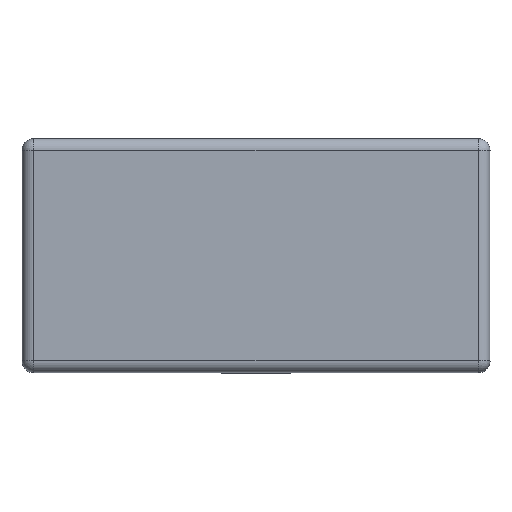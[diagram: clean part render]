
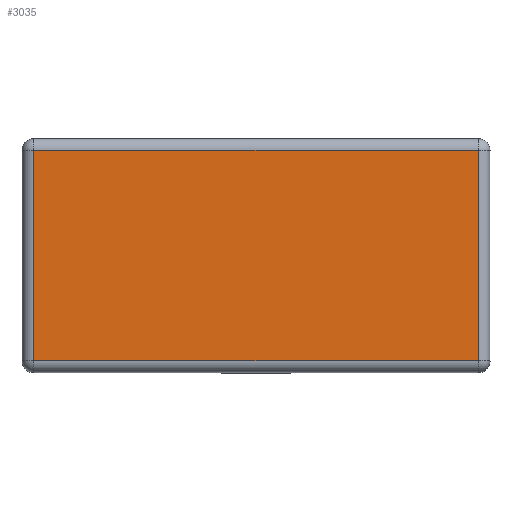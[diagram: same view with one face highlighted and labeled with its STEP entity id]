
A CAD part, top view. The second image highlights one B-rep face of the part: STEP entity #3035.
In plain terms, the highlighted planar face has unit normal (0, 0, 1).
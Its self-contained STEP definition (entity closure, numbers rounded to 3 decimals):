
#150=PLANE('',#3369);
#306=FACE_OUTER_BOUND('',#474,.T.);
#474=EDGE_LOOP('',(#2336,#2337,#2338,#2339));
#696=LINE('',#4602,#1022);
#700=LINE('',#4625,#1026);
#702=LINE('',#4628,#1028);
#704=LINE('',#4631,#1030);
#1022=VECTOR('',#3832,10.);
#1026=VECTOR('',#3858,10.);
#1028=VECTOR('',#3862,10.);
#1030=VECTOR('',#3866,10.);
#1382=VERTEX_POINT('',#4582);
#1386=VERTEX_POINT('',#4590);
#1392=VERTEX_POINT('',#4608);
#1394=VERTEX_POINT('',#4613);
#1715=EDGE_CURVE('',#1382,#1386,#696,.T.);
#1726=EDGE_CURVE('',#1386,#1394,#700,.T.);
#1728=EDGE_CURVE('',#1394,#1392,#702,.T.);
#1730=EDGE_CURVE('',#1392,#1382,#704,.T.);
#2336=ORIENTED_EDGE('',*,*,#1715,.F.);
#2337=ORIENTED_EDGE('',*,*,#1730,.F.);
#2338=ORIENTED_EDGE('',*,*,#1728,.F.);
#2339=ORIENTED_EDGE('',*,*,#1726,.F.);
#3035=ADVANCED_FACE('',(#306),#150,.T.);
#3369=AXIS2_PLACEMENT_3D('',#4649,#3886,#3887);
#3832=DIRECTION('',(1.,0.,0.));
#3858=DIRECTION('',(0.,-1.,0.));
#3862=DIRECTION('',(-1.,0.,0.));
#3866=DIRECTION('',(0.,1.,0.));
#3886=DIRECTION('center_axis',(0.,0.,1.));
#3887=DIRECTION('ref_axis',(1.,0.,0.));
#4582=CARTESIAN_POINT('',(-0.475,0.225,0.32));
#4590=CARTESIAN_POINT('',(0.475,0.225,0.32));
#4602=CARTESIAN_POINT('',(-0.5,0.225,0.32));
#4608=CARTESIAN_POINT('',(-0.475,-0.225,0.32));
#4613=CARTESIAN_POINT('',(0.475,-0.225,0.32));
#4625=CARTESIAN_POINT('',(0.475,-0.25,0.32));
#4628=CARTESIAN_POINT('',(-0.5,-0.225,0.32));
#4631=CARTESIAN_POINT('',(-0.475,-0.25,0.32));
#4649=CARTESIAN_POINT('Origin',(-0.5,-0.25,0.32));
